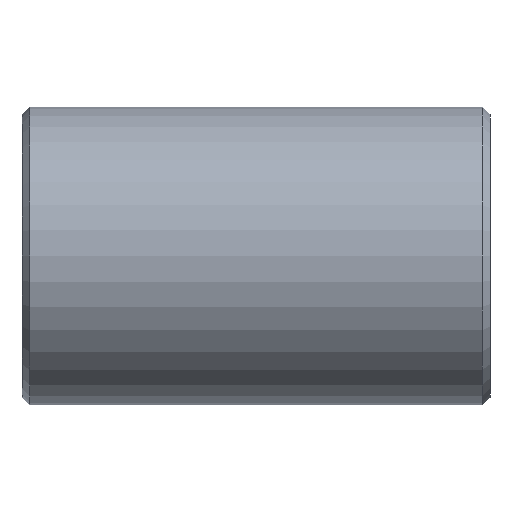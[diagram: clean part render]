
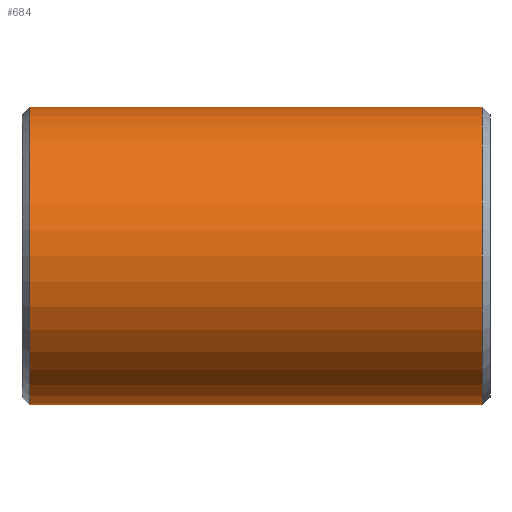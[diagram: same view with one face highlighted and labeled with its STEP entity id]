
A CAD part, front view. The second image highlights one B-rep face of the part: STEP entity #684.
In plain terms, the highlighted cylindrical face has radius 177.8 mm (diameter 355.6 mm), a partial arc.
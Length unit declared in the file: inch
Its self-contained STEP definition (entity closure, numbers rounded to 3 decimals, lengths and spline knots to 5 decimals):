
#7 = CARTESIAN_POINT ( 'NONE',  ( 10.63533, 0., -7. ) ) ;
#47 = DIRECTION ( 'NONE',  ( -1., 0., 0. ) ) ;
#116 = VERTEX_POINT ( 'NONE', #486 ) ;
#127 = CARTESIAN_POINT ( 'NONE',  ( 11., 0., 7. ) ) ;
#182 = ORIENTED_EDGE ( 'NONE', *, *, #773, .T. ) ;
#235 = VERTEX_POINT ( 'NONE', #452 ) ;
#259 = EDGE_LOOP ( 'NONE', ( #525, #899, #182, #402 ) ) ;
#264 = AXIS2_PLACEMENT_3D ( 'NONE', #781, #288, #788 ) ;
#267 = DIRECTION ( 'NONE',  ( 0., 0., 1. ) ) ;
#288 = DIRECTION ( 'NONE',  ( 1., 0., 0. ) ) ;
#306 = AXIS2_PLACEMENT_3D ( 'NONE', #628, #47, #267 ) ;
#377 = EDGE_CURVE ( 'NONE', #883, #440, #830, .T. ) ;
#395 = CARTESIAN_POINT ( 'NONE',  ( 10.63533, 0., 7. ) ) ;
#402 = ORIENTED_EDGE ( 'NONE', *, *, #616, .T. ) ;
#404 = CARTESIAN_POINT ( 'NONE',  ( 11., 0., -7. ) ) ;
#440 = VERTEX_POINT ( 'NONE', #395 ) ;
#452 = CARTESIAN_POINT ( 'NONE',  ( -10.63533, 0., -7. ) ) ;
#476 = LINE ( 'NONE', #127, #778 ) ;
#486 = CARTESIAN_POINT ( 'NONE',  ( -10.63533, 0., 7. ) ) ;
#525 = ORIENTED_EDGE ( 'NONE', *, *, #745, .F. ) ;
#551 = DIRECTION ( 'NONE',  ( -1., 0., 0. ) ) ;
#590 = CIRCLE ( 'NONE', #264, 7. ) ;
#591 = AXIS2_PLACEMENT_3D ( 'NONE', #802, #730, #664 ) ;
#616 = EDGE_CURVE ( 'NONE', #116, #235, #590, .T. ) ;
#620 = FACE_OUTER_BOUND ( 'NONE', #259, .T. ) ;
#628 = CARTESIAN_POINT ( 'NONE',  ( 11., 0., 0. ) ) ;
#664 = DIRECTION ( 'NONE',  ( 0., 0., -1. ) ) ;
#684 = ADVANCED_FACE ( 'NONE', ( #620 ), #907, .T. ) ;
#691 = DIRECTION ( 'NONE',  ( -1., 0., 0. ) ) ;
#730 = DIRECTION ( 'NONE',  ( -1., 0., 0. ) ) ;
#745 = EDGE_CURVE ( 'NONE', #883, #235, #754, .T. ) ;
#754 = LINE ( 'NONE', #404, #765 ) ;
#765 = VECTOR ( 'NONE', #551, 39.37008 ) ;
#773 = EDGE_CURVE ( 'NONE', #440, #116, #476, .T. ) ;
#778 = VECTOR ( 'NONE', #691, 39.37008 ) ;
#781 = CARTESIAN_POINT ( 'NONE',  ( -10.63533, 0., 0. ) ) ;
#788 = DIRECTION ( 'NONE',  ( 0., 0., 1. ) ) ;
#802 = CARTESIAN_POINT ( 'NONE',  ( 10.63533, 0., 0. ) ) ;
#830 = CIRCLE ( 'NONE', #591, 7. ) ;
#883 = VERTEX_POINT ( 'NONE', #7 ) ;
#899 = ORIENTED_EDGE ( 'NONE', *, *, #377, .T. ) ;
#907 = CYLINDRICAL_SURFACE ( 'NONE', #306, 7. ) ;
